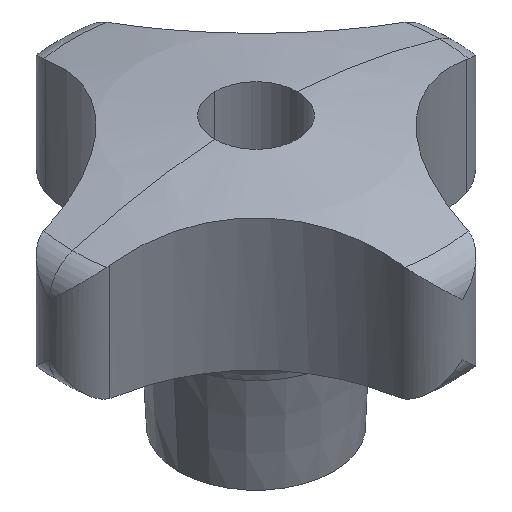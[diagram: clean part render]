
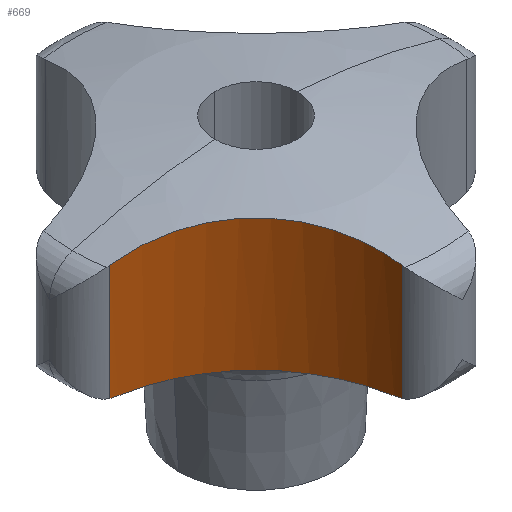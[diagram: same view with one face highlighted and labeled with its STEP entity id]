
A CAD part, isometric view. The second image highlights one B-rep face of the part: STEP entity #669.
In plain terms, the highlighted cylindrical face has radius 13 mm (diameter 26 mm), a partial arc.
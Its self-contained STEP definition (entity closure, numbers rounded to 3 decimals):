
#255=VERTEX_POINT('',#717);
#331=EDGE_CURVE('',#595,#597,#797,.T.);
#345=VERTEX_POINT('',#814);
#353=EDGE_CURVE('',#371,#369,#823,.T.);
#369=VERTEX_POINT('',#842);
#371=VERTEX_POINT('',#844);
#377=EDGE_CURVE('',#255,#345,#850,.T.);
#441=VERTEX_POINT('',#919);
#453=VERTEX_POINT('',#933);
#455=EDGE_CURVE('',#595,#441,#935,.T.);
#503=EDGE_CURVE('',#453,#255,#988,.T.);
#587=EDGE_CURVE('',#597,#371,#1085,.T.);
#595=VERTEX_POINT('',#1093);
#597=VERTEX_POINT('',#1095);
#625=EDGE_CURVE('',#369,#453,#1124,.T.);
#645=EDGE_CURVE('',#345,#441,#1145,.T.);
#669=ADVANCED_FACE('',(#1171),#1172,.F.);
#717=CARTESIAN_POINT('',(-13.804,-2.481,10.056));
#797=B_SPLINE_CURVE_WITH_KNOTS('',3,(#1399,#1400,#1401,#1402),.UNSPECIFIED.,.F.,.F.,(4,4),(-4.761,-4.203),.UNSPECIFIED.);
#814=CARTESIAN_POINT('',(-13.804,-2.481,18.993));
#823=B_SPLINE_CURVE_WITH_KNOTS('',3,(#1453,#1454,#1455,#1456,#1457,#1458,#1459,#1460,#1461,#1462,#1463,#1464,#1465,#1466,#1467,#1468,#1469,#1470,#1471,#1472),.UNSPECIFIED.,.F.,.F.,(4,2,2,2,2,2,2,2,2,4),(-3.006,-2.973,-2.416,-2.094,-1.936,-1.844,-1.763,-1.664,-1.474,-0.613),.UNSPECIFIED.);
#842=CARTESIAN_POINT('',(-7.087,-5.378,10.));
#844=CARTESIAN_POINT('',(-5.378,-7.087,10.));
#850=LINE('',#1512,#1513);
#919=CARTESIAN_POINT('',(-2.481,-13.804,18.993));
#933=CARTESIAN_POINT('',(-13.255,-2.561,10.));
#935=LINE('',#1684,#1685);
#988=B_SPLINE_CURVE_WITH_KNOTS('',3,(#1788,#1789,#1790,#1791),.UNSPECIFIED.,.F.,.F.,(4,4),(-0.561,0.),.UNSPECIFIED.);
#1085=CIRCLE('',#1954,13.);
#1093=CARTESIAN_POINT('',(-2.481,-13.804,10.056));
#1095=CARTESIAN_POINT('',(-2.561,-13.255,10.));
#1124=CIRCLE('',#2021,13.);
#1145=B_SPLINE_CURVE_WITH_KNOTS('',3,(#2061,#2062,#2063,#2064,#2065,#2066,#2067,#2068,#2069,#2070,#2071,#2072,#2073,#2074,#2075,#2076),.UNSPECIFIED.,.F.,.F.,(4,2,2,2,2,2,2,4),(23.666,26.069,28.471,30.874,33.276,35.729,38.182,40.43),.UNSPECIFIED.);
#1171=FACE_OUTER_BOUND('',#2120,.T.);
#1172=CYLINDRICAL_SURFACE('',#2121,13.);
#1399=CARTESIAN_POINT('',(-2.481,-13.804,10.056));
#1400=CARTESIAN_POINT('',(-2.504,-13.622,10.018));
#1401=CARTESIAN_POINT('',(-2.53,-13.438,10.));
#1402=CARTESIAN_POINT('',(-2.561,-13.255,10.));
#1453=CARTESIAN_POINT('',(-5.378,-7.087,10.));
#1454=CARTESIAN_POINT('',(-5.385,-7.079,10.));
#1455=CARTESIAN_POINT('',(-5.392,-7.07,10.));
#1456=CARTESIAN_POINT('',(-5.519,-6.917,10.));
#1457=CARTESIAN_POINT('',(-5.643,-6.775,9.999));
#1458=CARTESIAN_POINT('',(-5.843,-6.555,9.997));
#1459=CARTESIAN_POINT('',(-5.917,-6.476,9.997));
#1460=CARTESIAN_POINT('',(-6.03,-6.358,9.996));
#1461=CARTESIAN_POINT('',(-6.067,-6.32,9.996));
#1462=CARTESIAN_POINT('',(-6.126,-6.26,9.996));
#1463=CARTESIAN_POINT('',(-6.148,-6.237,9.996));
#1464=CARTESIAN_POINT('',(-6.189,-6.196,9.996));
#1465=CARTESIAN_POINT('',(-6.208,-6.177,9.996));
#1466=CARTESIAN_POINT('',(-6.251,-6.134,9.996));
#1467=CARTESIAN_POINT('',(-6.275,-6.11,9.996));
#1468=CARTESIAN_POINT('',(-6.345,-6.042,9.996));
#1469=CARTESIAN_POINT('',(-6.392,-5.997,9.997));
#1470=CARTESIAN_POINT('',(-6.65,-5.753,9.998));
#1471=CARTESIAN_POINT('',(-6.866,-5.561,10.));
#1472=CARTESIAN_POINT('',(-7.087,-5.378,10.));
#1512=CARTESIAN_POINT('',(-13.804,-2.481,0.));
#1513=VECTOR('',#2336,1.0);
#1684=CARTESIAN_POINT('',(-2.481,-13.804,0.));
#1685=VECTOR('',#2438,1.0);
#1788=CARTESIAN_POINT('',(-13.255,-2.561,10.));
#1789=CARTESIAN_POINT('',(-13.438,-2.53,10.));
#1790=CARTESIAN_POINT('',(-13.622,-2.504,10.018));
#1791=CARTESIAN_POINT('',(-13.804,-2.481,10.056));
#1954=AXIS2_PLACEMENT_3D('',#2647,#2648,#2649);
#2021=AXIS2_PLACEMENT_3D('',#2666,#2667,#2668);
#2061=CARTESIAN_POINT('',(-13.804,-2.481,18.993));
#2062=CARTESIAN_POINT('',(-13.038,-2.575,19.208));
#2063=CARTESIAN_POINT('',(-12.247,-2.743,19.406));
#2064=CARTESIAN_POINT('',(-10.68,-3.238,19.746));
#2065=CARTESIAN_POINT('',(-9.904,-3.567,19.887));
#2066=CARTESIAN_POINT('',(-8.426,-4.372,20.098));
#2067=CARTESIAN_POINT('',(-7.723,-4.849,20.168));
#2068=CARTESIAN_POINT('',(-6.437,-5.918,20.237));
#2069=CARTESIAN_POINT('',(-5.854,-6.508,20.234));
#2070=CARTESIAN_POINT('',(-4.826,-7.757,20.165));
#2071=CARTESIAN_POINT('',(-4.353,-8.456,20.095));
#2072=CARTESIAN_POINT('',(-3.547,-9.946,19.88));
#2073=CARTESIAN_POINT('',(-3.214,-10.738,19.735));
#2074=CARTESIAN_POINT('',(-2.735,-12.291,19.395));
#2075=CARTESIAN_POINT('',(-2.574,-13.051,19.204));
#2076=CARTESIAN_POINT('',(-2.481,-13.804,18.993));
#2120=EDGE_LOOP('',(#2700,#2701,#2702,#2703,#2704,#2705,#2706,#2707));
#2121=AXIS2_PLACEMENT_3D('',#2708,#2709,#2710);
#2336=DIRECTION('',(0.0,0.,1.0));
#2438=DIRECTION('',(0.0,0.,1.0));
#2647=CARTESIAN_POINT('',(-15.385,-15.385,10.));
#2648=DIRECTION('',(0.,0.,1.0));
#2649=DIRECTION('',(0.122,0.993,0.));
#2666=CARTESIAN_POINT('',(-15.385,-15.385,10.));
#2667=DIRECTION('',(0.,0.,1.0));
#2668=DIRECTION('',(0.122,0.993,0.));
#2700=ORIENTED_EDGE('',*,*,#645,.F.);
#2701=ORIENTED_EDGE('',*,*,#377,.F.);
#2702=ORIENTED_EDGE('',*,*,#503,.F.);
#2703=ORIENTED_EDGE('',*,*,#625,.F.);
#2704=ORIENTED_EDGE('',*,*,#353,.F.);
#2705=ORIENTED_EDGE('',*,*,#587,.F.);
#2706=ORIENTED_EDGE('',*,*,#331,.F.);
#2707=ORIENTED_EDGE('',*,*,#455,.T.);
#2708=CARTESIAN_POINT('',(-15.385,-15.385,0.));
#2709=DIRECTION('',(-0.0,0.,-1.0));
#2710=DIRECTION('',(0.122,0.993,0.));
